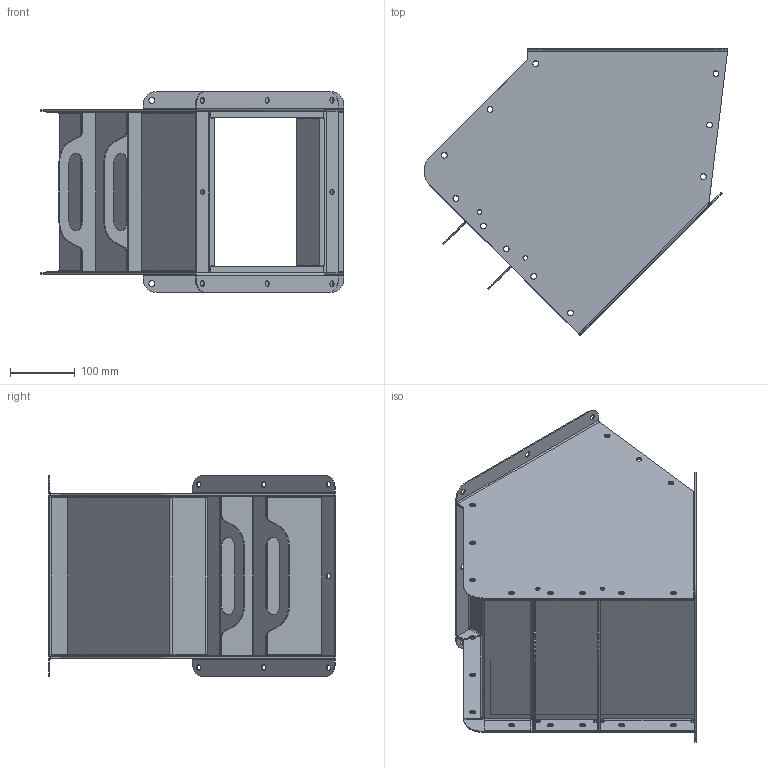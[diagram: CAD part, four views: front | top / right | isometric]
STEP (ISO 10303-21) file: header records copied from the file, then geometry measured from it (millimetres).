
FILE_DESCRIPTION(/* description */ (''),/* implementation_level */ '2;1');
FILE_NAME(/* name */ '4018020015665-APS-Getreidebremse, Ø250x2-45°;oÜ.stp',/* time_stamp */ '2014-12-19T12:12:21+01:00',/* author */ ('RJahn'),/* organization */ (''),/* preprocessor_version */ 'ST-DEVELOPER v15.6',/* originating_system */ 'Autodesk Inventor 2015',/* authorisation */ '');
FILE_SCHEMA (('AUTOMOTIVE_DESIGN { 1 0 10303 214 3 1 1 }'));
Length unit declared in the file: millimetre
Products named in the file (9): Seitenwand; Decksegment; Revisionsdeckel; Seitenwand_MIR; Rückwand; Vorderwand; Auskleidung 1; Auskleidung; Getreidebremse 250x250 mit Auskleidung
Assembly tree (9 placements, depth 2):
  Getreidebremse 250x250 mit Auskleidung
    Seitenwand
    Decksegment
    Revisionsdeckel
    Seitenwand_MIR
    Rückwand
    Vorderwand
    Auskleidung 1  x2
    Auskleidung
Bounding box: 468.98 x 442.63 x 310 mm (x, y, z)
Volume: 5285936.4 mm3; surface area: 2128570.8 mm2
Topology: 15 solids, 15 shells, 474 faces, 1122 edges, 684 vertices
Faces by surface type: plane 306, cylinder 160, bspline 8
Full cylindrical faces by diameter (mm): 7 x4, 9 x58
Entity records: 13682 total; most frequent: CARTESIAN_POINT 2688, DIRECTION 2249, ORIENTED_EDGE 2066, EDGE_CURVE 1031, AXIS2_PLACEMENT_3D 779, LINE 691, VECTOR 691, EDGE_LOOP 655
